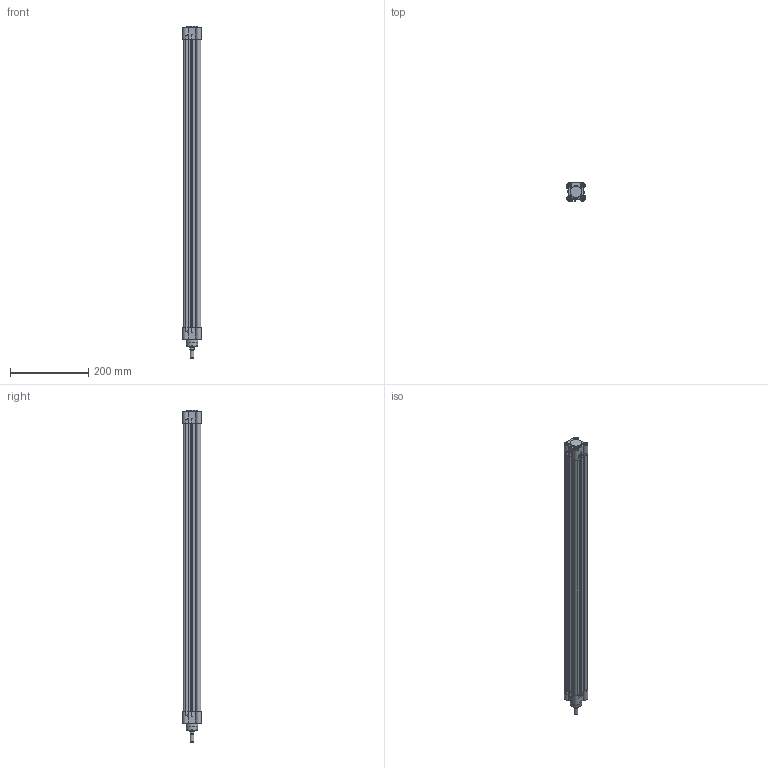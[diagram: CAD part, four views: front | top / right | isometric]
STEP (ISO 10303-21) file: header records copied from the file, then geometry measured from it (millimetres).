
FILE_DESCRIPTION(/* description */ (''),/* implementation_level */ '2;1');
FILE_NAME(/* name */ 'xl_32-700.stp',/* time_stamp */ '2017-09-04T15:26:39+02:00',/* author */ ('leitheußer'),/* organization */ (''),/* preprocessor_version */ 'ST-DEVELOPER v15.6',/* originating_system */ 'Autodesk Inventor LT ',/* authorisation */ '');
FILE_SCHEMA (('AUTOMOTIVE_DESIGN { 1 0 10303 214 3 1 1 }'));
Length unit declared in the file: millimetre
Products named in the file (1): CDEMA032_0700_X
Bounding box: 47 x 47 x 846 mm (x, y, z)
Volume: 775707.2 mm3; surface area: 427905 mm2
Topology: 29 solids, 29 shells, 871 faces, 1993 edges, 1248 vertices
Faces by surface type: plane 396, cylinder 274, cone 145, torus 52, sphere 4
Full cylindrical faces by diameter (mm): 1.5 x4, 2 x2, 2.5 x4, 3 x2, 4 x2, 4.134 x2, 4.2 x4, 4.5 x4, 4.917 x8, 5 x2, 5.4 x4, 5.9 x4, 6 x30, 6.5 x2, 6.647 x1, 7 x12, 7.75 x8, 7.85 x2, 7.9 x1, 8 x3, 8.566 x2, 10 x9, 11 x10, 11.5 x1, 12 x3, 12.05 x1, 14 x2, 15 x5, 15.849 x2, 19 x2
Entity records: 22839 total; most frequent: CARTESIAN_POINT 4417, DIRECTION 4005, ORIENTED_EDGE 3152, AXIS2_PLACEMENT_3D 1663, EDGE_CURVE 1576, EDGE_LOOP 1377, VERTEX_POINT 1183, FACE_OUTER_BOUND 871
